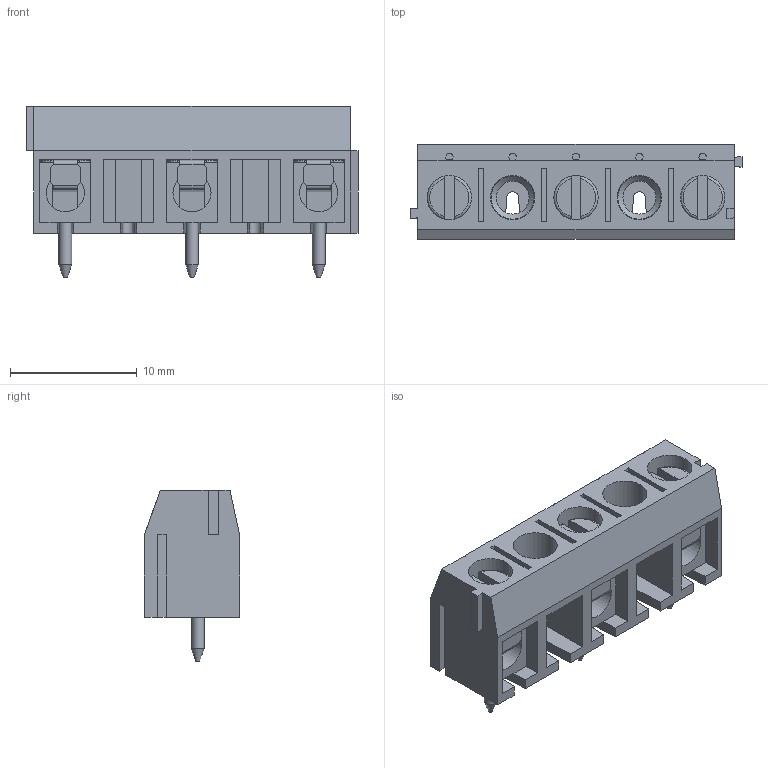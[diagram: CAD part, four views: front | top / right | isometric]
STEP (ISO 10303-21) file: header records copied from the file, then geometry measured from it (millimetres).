
FILE_DESCRIPTION(/* description */ ('Unknown'),/* implementation_level */ '2;1');
FILE_NAME(/* name */ '691102810003',/* time_stamp */ '2021-10-04T13:49:36+02:00',/* author */ ('Unknown'),/* organization */ ('Unknown'),/* preprocessor_version */ 'ST-DEVELOPER v16.7',/* originating_system */ 'Solid Edge',/* authorisation */ 'Unknown');
FILE_SCHEMA (('AUTOMOTIVE_DESIGN {1 0 10303 214 3 1 1}'));
Length unit declared in the file: millimetre
Products named in the file (5): 6911028100xx; 691502710005; 6911027100xx_CAGE; 6911027100xx_Spring; 6911027100xx_Screw
Assembly tree (10 placements, depth 2):
  6911028100xx
    691502710005
    6911027100xx_CAGE  x3
    6911027100xx_Spring  x3
    6911027100xx_Screw  x3
Bounding box: 26.2 x 7.5 x 13.5 mm (x, y, z)
Volume: 1176.5 mm3; surface area: 2684.8 mm2
Topology: 10 solids, 10 shells, 334 faces, 881 edges, 572 vertices
Faces by surface type: plane 236, cylinder 75, cone 14, torus 9
Full cylindrical faces by diameter (mm): 0.6 x5, 1 x3, 2 x3, 2.5 x3, 2.75 x3, 3 x3, 3.5 x8
Entity records: 6281 total; most frequent: CARTESIAN_POINT 1063, ORIENTED_EDGE 996, DIRECTION 996, EDGE_CURVE 498, LINE 400, VECTOR 400, VERTEX_POINT 338, AXIS2_PLACEMENT_3D 298
